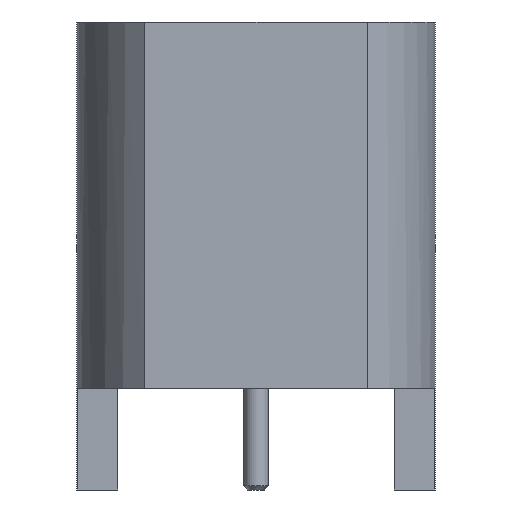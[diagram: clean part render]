
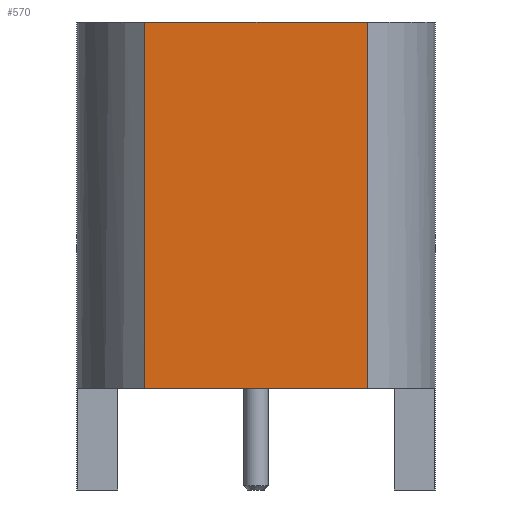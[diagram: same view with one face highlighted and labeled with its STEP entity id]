
A CAD part, left-side view. The second image highlights one B-rep face of the part: STEP entity #570.
In plain terms, the highlighted planar face has unit normal (-1, 0, 0).
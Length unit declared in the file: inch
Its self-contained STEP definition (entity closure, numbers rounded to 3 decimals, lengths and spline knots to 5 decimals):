
#42 = CARTESIAN_POINT ( 'NONE',  ( -0.069, 0.05462, 0. ) ) ;
#59 = ORIENTED_EDGE ( 'NONE', *, *, #590, .F. ) ;
#60 = PLANE ( 'NONE',  #1044 ) ;
#74 = VERTEX_POINT ( 'NONE', #289 ) ;
#127 = VECTOR ( 'NONE', #144, 39.37008 ) ;
#144 = DIRECTION ( 'NONE',  ( 0., 0., 1. ) ) ;
#192 = CARTESIAN_POINT ( 'NONE',  ( -0.069, -0.05462, 0. ) ) ;
#201 = ORIENTED_EDGE ( 'NONE', *, *, #730, .F. ) ;
#218 = FACE_OUTER_BOUND ( 'NONE', #304, .T. ) ;
#224 = CARTESIAN_POINT ( 'NONE',  ( -0.069, -0.067, -0.18 ) ) ;
#232 = DIRECTION ( 'NONE',  ( -1., 0., 0. ) ) ;
#288 = ORIENTED_EDGE ( 'NONE', *, *, #689, .F. ) ;
#289 = CARTESIAN_POINT ( 'NONE',  ( -0.069, -0.05462, -0.18 ) ) ;
#304 = EDGE_LOOP ( 'NONE', ( #201, #288, #59, #512 ) ) ;
#391 = DIRECTION ( 'NONE',  ( 0., 0., -1. ) ) ;
#482 = LINE ( 'NONE', #492, #1123 ) ;
#492 = CARTESIAN_POINT ( 'NONE',  ( -0.069, -0.05462, -0.26 ) ) ;
#512 = ORIENTED_EDGE ( 'NONE', *, *, #1135, .T. ) ;
#565 = VECTOR ( 'NONE', #931, 39.37008 ) ;
#570 = ADVANCED_FACE ( 'NONE', ( #218 ), #60, .T. ) ;
#586 = CARTESIAN_POINT ( 'NONE',  ( -0.069, -0.067, -0.18 ) ) ;
#590 = EDGE_CURVE ( 'NONE', #1159, #1136, #940, .T. ) ;
#614 = DIRECTION ( 'NONE',  ( 0., -1., 0. ) ) ;
#689 = EDGE_CURVE ( 'NONE', #1136, #781, #955, .T. ) ;
#730 = EDGE_CURVE ( 'NONE', #781, #74, #482, .T. ) ;
#771 = DIRECTION ( 'NONE',  ( 0., 0., 1. ) ) ;
#781 = VERTEX_POINT ( 'NONE', #192 ) ;
#876 = CARTESIAN_POINT ( 'NONE',  ( -0.069, -0.067, 0. ) ) ;
#931 = DIRECTION ( 'NONE',  ( 0., -1., 0. ) ) ;
#940 = LINE ( 'NONE', #1142, #127 ) ;
#955 = LINE ( 'NONE', #876, #1160 ) ;
#1023 = LINE ( 'NONE', #586, #565 ) ;
#1044 = AXIS2_PLACEMENT_3D ( 'NONE', #224, #232, #771 ) ;
#1047 = CARTESIAN_POINT ( 'NONE',  ( -0.069, 0.05462, -0.18 ) ) ;
#1123 = VECTOR ( 'NONE', #391, 39.37008 ) ;
#1135 = EDGE_CURVE ( 'NONE', #1159, #74, #1023, .T. ) ;
#1136 = VERTEX_POINT ( 'NONE', #42 ) ;
#1142 = CARTESIAN_POINT ( 'NONE',  ( -0.069, 0.05462, -0.26 ) ) ;
#1159 = VERTEX_POINT ( 'NONE', #1047 ) ;
#1160 = VECTOR ( 'NONE', #614, 39.37008 ) ;
